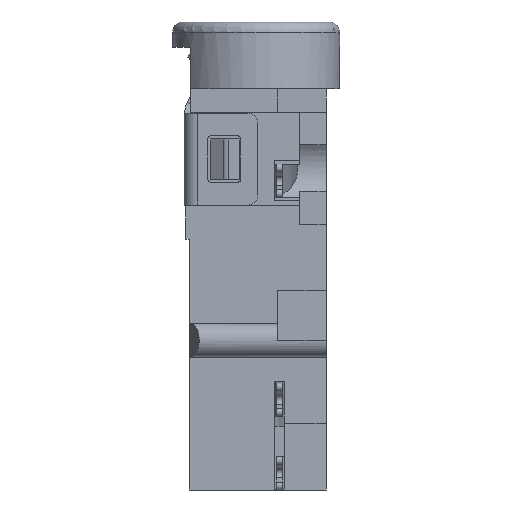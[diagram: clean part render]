
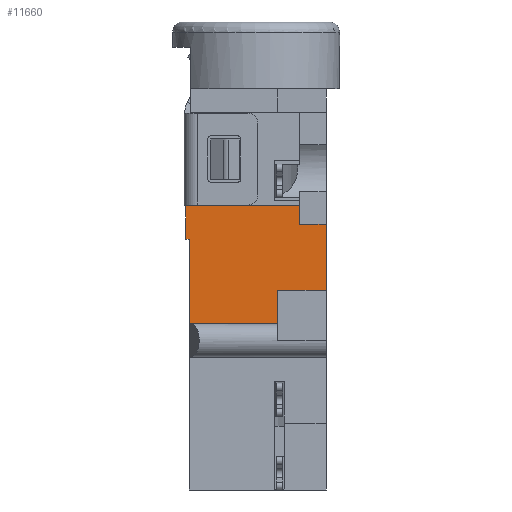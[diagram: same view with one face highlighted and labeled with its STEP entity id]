
A CAD part, left-side view. The second image highlights one B-rep face of the part: STEP entity #11660.
In plain terms, the highlighted planar face has unit normal (-1, 0, 0).
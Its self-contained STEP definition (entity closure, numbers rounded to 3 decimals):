
#287=PLANE('',#12562);
#1052=LINE('',#17453,#2335);
#1152=LINE('',#17678,#2435);
#1156=LINE('',#17687,#2439);
#1160=LINE('',#17694,#2443);
#1162=LINE('',#17698,#2445);
#1357=LINE('',#18522,#2640);
#1609=LINE('',#19566,#2892);
#1611=LINE('',#19570,#2894);
#1612=LINE('',#19571,#2895);
#1613=LINE('',#19572,#2896);
#2335=VECTOR('',#13802,1000.);
#2435=VECTOR('',#13998,1000.);
#2439=VECTOR('',#14004,1000.);
#2443=VECTOR('',#14012,1000.);
#2445=VECTOR('',#14016,1000.);
#2640=VECTOR('',#14493,1000.);
#2892=VECTOR('',#15125,1000.);
#2894=VECTOR('',#15129,1000.);
#2895=VECTOR('',#15130,1000.);
#2896=VECTOR('',#15131,1000.);
#3817=FACE_OUTER_BOUND('',#4426,.T.);
#4426=EDGE_LOOP('',(#10034,#10035,#10036,#10037,#10038,#10039,#10040,#10041,
#10042,#10043));
#5431=VERTEX_POINT('',#17446);
#5434=VERTEX_POINT('',#17451);
#5510=VERTEX_POINT('',#17675);
#5511=VERTEX_POINT('',#17677);
#5514=VERTEX_POINT('',#17684);
#5515=VERTEX_POINT('',#17686);
#5516=VERTEX_POINT('',#17693);
#5517=VERTEX_POINT('',#17697);
#5912=VERTEX_POINT('',#19564);
#5913=VERTEX_POINT('',#19569);
#6677=EDGE_CURVE('',#5434,#5431,#1052,.T.);
#6788=EDGE_CURVE('',#5510,#5511,#1152,.T.);
#6792=EDGE_CURVE('',#5515,#5514,#1156,.T.);
#6796=EDGE_CURVE('',#5515,#5516,#1160,.T.);
#6798=EDGE_CURVE('',#5517,#5516,#1162,.T.);
#7065=EDGE_CURVE('',#5511,#5514,#1357,.T.);
#7408=EDGE_CURVE('',#5510,#5912,#1609,.T.);
#7410=EDGE_CURVE('',#5913,#5912,#1611,.T.);
#7411=EDGE_CURVE('',#5913,#5431,#1612,.T.);
#7412=EDGE_CURVE('',#5434,#5517,#1613,.T.);
#10034=ORIENTED_EDGE('',*,*,#7410,.F.);
#10035=ORIENTED_EDGE('',*,*,#7411,.T.);
#10036=ORIENTED_EDGE('',*,*,#6677,.F.);
#10037=ORIENTED_EDGE('',*,*,#7412,.T.);
#10038=ORIENTED_EDGE('',*,*,#6798,.T.);
#10039=ORIENTED_EDGE('',*,*,#6796,.F.);
#10040=ORIENTED_EDGE('',*,*,#6792,.T.);
#10041=ORIENTED_EDGE('',*,*,#7065,.F.);
#10042=ORIENTED_EDGE('',*,*,#6788,.F.);
#10043=ORIENTED_EDGE('',*,*,#7408,.T.);
#11660=ADVANCED_FACE('',(#3817),#287,.F.);
#12562=AXIS2_PLACEMENT_3D('',#19568,#15127,#15128);
#13802=DIRECTION('',(0.,1.,0.));
#13998=DIRECTION('',(0.,-1.,0.));
#14004=DIRECTION('',(0.,-1.,0.));
#14012=DIRECTION('',(0.,0.,-1.));
#14016=DIRECTION('',(0.,-1.,0.));
#14493=DIRECTION('',(0.,0.,-1.));
#15125=DIRECTION('',(0.,0.,1.));
#15127=DIRECTION('center_axis',(1.,0.,0.));
#15128=DIRECTION('ref_axis',(0.,1.,0.));
#15129=DIRECTION('',(0.,-1.,0.));
#15130=DIRECTION('',(0.,0.,-1.));
#15131=DIRECTION('',(0.,0.,-1.));
#17446=CARTESIAN_POINT('',(-3.15,2.1,-6.5));
#17451=CARTESIAN_POINT('',(-3.15,2.,-6.5));
#17453=CARTESIAN_POINT('',(-3.15,2.,-6.5));
#17675=CARTESIAN_POINT('',(-3.15,-1.3,-6.05));
#17677=CARTESIAN_POINT('',(-3.15,-2.1,-6.05));
#17678=CARTESIAN_POINT('',(-3.15,-1.3,-6.05));
#17684=CARTESIAN_POINT('',(-3.15,-2.1,-8.025));
#17686=CARTESIAN_POINT('',(-3.15,-0.65,-8.025));
#17687=CARTESIAN_POINT('',(-3.15,-0.65,-8.025));
#17693=CARTESIAN_POINT('',(-3.15,-0.65,-9.025));
#17694=CARTESIAN_POINT('',(-3.15,-0.65,-8.025));
#17697=CARTESIAN_POINT('',(-3.15,2.,-9.025));
#17698=CARTESIAN_POINT('',(-3.15,2.,-9.025));
#18522=CARTESIAN_POINT('',(-3.15,-2.1,-6.05));
#19564=CARTESIAN_POINT('',(-3.15,-1.3,-5.5));
#19566=CARTESIAN_POINT('',(-3.15,-1.3,-6.05));
#19568=CARTESIAN_POINT('Origin',(-3.15,0.,-7.263));
#19569=CARTESIAN_POINT('',(-3.15,2.1,-5.5));
#19570=CARTESIAN_POINT('',(-3.15,2.1,-5.5));
#19571=CARTESIAN_POINT('',(-3.15,2.1,-5.5));
#19572=CARTESIAN_POINT('',(-3.15,2.,-6.5));
